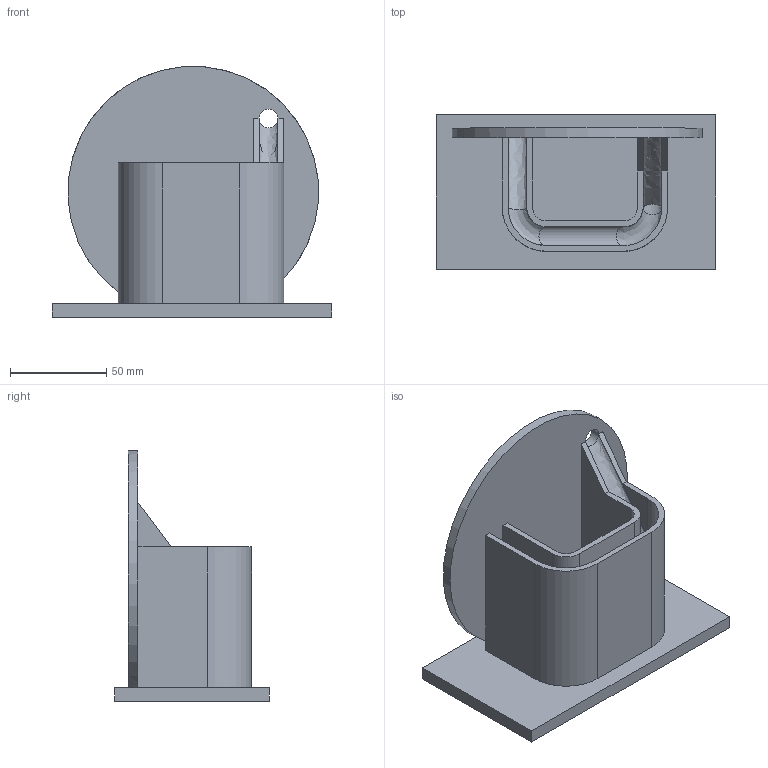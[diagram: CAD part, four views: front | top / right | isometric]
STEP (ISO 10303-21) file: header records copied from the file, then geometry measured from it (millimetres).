
FILE_DESCRIPTION( ( '' ), ' ' );
FILE_NAME( '5ae834846b3f390f8b840608.step', '2018-05-01T09:33:57', ( '' ), ( '' ), ' ', ' ', ' ' );
FILE_SCHEMA( ( 'AUTOMOTIVE_DESIGN { 1 0 10303 214 1 1 1 1 }' ) );
Length unit declared in the file: metre
Products named in the file (2): Assem1; Part 1
Assembly tree (1 placements, depth 2):
  Assem1
    Part 1
Bounding box: 145 x 80 x 129.78 mm (x, y, z)
Volume: 286882.1 mm3; surface area: 84850.2 mm2
Topology: 1 solids, 2 shells, 50 faces, 128 edges, 79 vertices
Faces by surface type: plane 30, cylinder 12, bspline 8
Full cylindrical faces by diameter (mm): 9.7 x1, 13 x1
Entity records: 1663 total; most frequent: CARTESIAN_POINT 458, ORIENTED_EDGE 248, DIRECTION 234, EDGE_CURVE 124, LINE 80, VECTOR 80, AXIS2_PLACEMENT_3D 77, VERTEX_POINT 77
